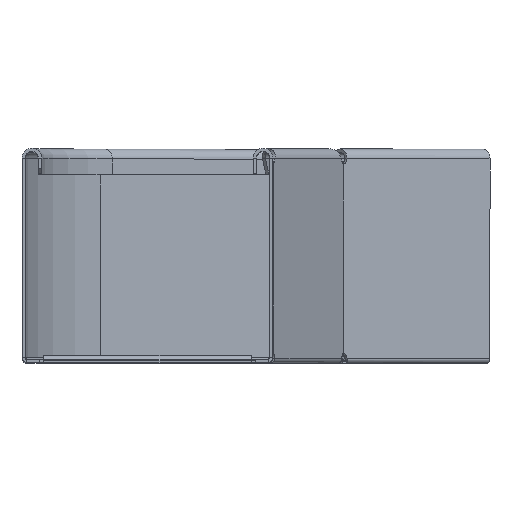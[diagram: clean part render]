
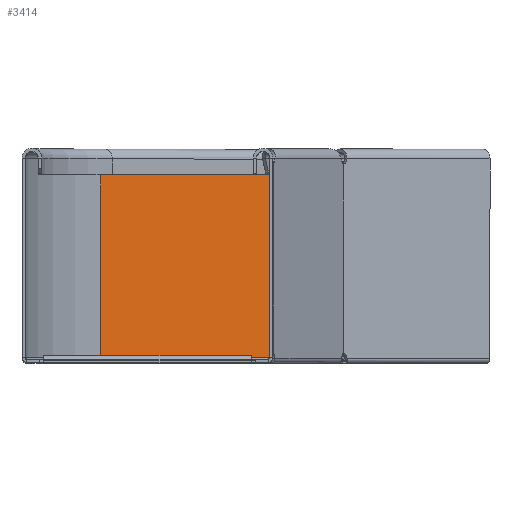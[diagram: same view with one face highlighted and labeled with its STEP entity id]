
A CAD part, top view. The second image highlights one B-rep face of the part: STEP entity #3414.
In plain terms, the highlighted planar face has unit normal (0.707, 0, 0.707).
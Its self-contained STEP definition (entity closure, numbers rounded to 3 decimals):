
#130 = AXIS2_PLACEMENT_3D ( 'NONE', #3147, #2304, #1349 ) ;
#621 = ORIENTED_EDGE ( 'NONE', *, *, #4270, .T. ) ;
#681 = LINE ( 'NONE', #2427, #4336 ) ;
#769 = VECTOR ( 'NONE', #5474, 1000. ) ;
#774 = VERTEX_POINT ( 'NONE', #4137 ) ;
#980 = PLANE ( 'NONE',  #130 ) ;
#1012 = VECTOR ( 'NONE', #3917, 1000. ) ;
#1285 = CARTESIAN_POINT ( 'NONE',  ( 112.056, 78.25, -267.51 ) ) ;
#1349 = DIRECTION ( 'NONE',  ( 0., 1., 0. ) ) ;
#1882 = ORIENTED_EDGE ( 'NONE', *, *, #4926, .F. ) ;
#1908 = DIRECTION ( 'NONE',  ( 0., 1., 0. ) ) ;
#1936 = LINE ( 'NONE', #3263, #4695 ) ;
#1985 = VERTEX_POINT ( 'NONE', #5439 ) ;
#2304 = DIRECTION ( 'NONE',  ( 0.707, 0., 0.707 ) ) ;
#2427 = CARTESIAN_POINT ( 'NONE',  ( 30.173, 0., -185.627 ) ) ;
#2449 = CARTESIAN_POINT ( 'NONE',  ( 30.173, 1.75, -185.627 ) ) ;
#3128 = LINE ( 'NONE', #5284, #1012 ) ;
#3147 = CARTESIAN_POINT ( 'NONE',  ( 30.173, 0., -185.627 ) ) ;
#3263 = CARTESIAN_POINT ( 'NONE',  ( 112.056, 0., -267.51 ) ) ;
#3414 = ADVANCED_FACE ( 'NONE', ( #3517 ), #980, .T. ) ;
#3517 = FACE_OUTER_BOUND ( 'NONE', #4152, .T. ) ;
#3570 = VERTEX_POINT ( 'NONE', #1285 ) ;
#3917 = DIRECTION ( 'NONE',  ( 0.707, 0., -0.707 ) ) ;
#4137 = CARTESIAN_POINT ( 'NONE',  ( 30.173, 78.25, -185.627 ) ) ;
#4152 = EDGE_LOOP ( 'NONE', ( #4930, #5351, #1882, #621 ) ) ;
#4270 = EDGE_CURVE ( 'NONE', #4569, #1985, #5039, .T. ) ;
#4336 = VECTOR ( 'NONE', #5400, 1000. ) ;
#4373 = CARTESIAN_POINT ( 'NONE',  ( 30.173, 1.75, -185.627 ) ) ;
#4569 = VERTEX_POINT ( 'NONE', #4373 ) ;
#4695 = VECTOR ( 'NONE', #1908, 1000. ) ;
#4827 = EDGE_CURVE ( 'NONE', #774, #3570, #3128, .T. ) ;
#4926 = EDGE_CURVE ( 'NONE', #4569, #774, #681, .T. ) ;
#4930 = ORIENTED_EDGE ( 'NONE', *, *, #5294, .T. ) ;
#5039 = LINE ( 'NONE', #2449, #769 ) ;
#5284 = CARTESIAN_POINT ( 'NONE',  ( 30.173, 78.25, -185.627 ) ) ;
#5294 = EDGE_CURVE ( 'NONE', #1985, #3570, #1936, .T. ) ;
#5351 = ORIENTED_EDGE ( 'NONE', *, *, #4827, .F. ) ;
#5400 = DIRECTION ( 'NONE',  ( 0., 1., 0. ) ) ;
#5439 = CARTESIAN_POINT ( 'NONE',  ( 112.056, 1.75, -267.51 ) ) ;
#5474 = DIRECTION ( 'NONE',  ( 0.707, 0., -0.707 ) ) ;
